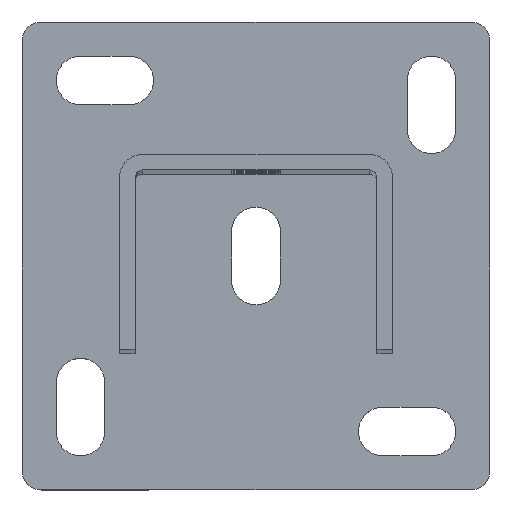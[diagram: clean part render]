
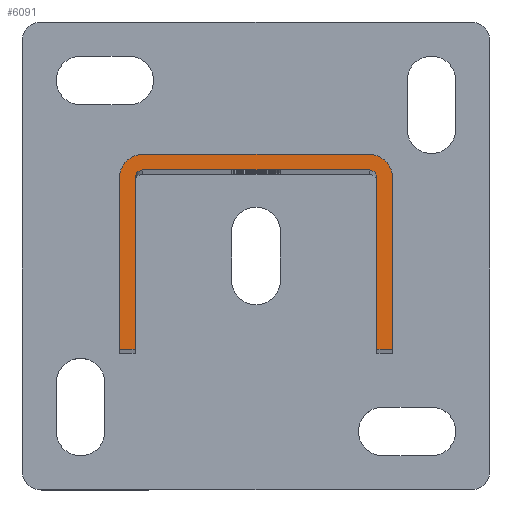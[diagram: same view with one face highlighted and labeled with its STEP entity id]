
A CAD part, top view. The second image highlights one B-rep face of the part: STEP entity #6091.
In plain terms, the highlighted planar face has unit normal (0, 0, 1).
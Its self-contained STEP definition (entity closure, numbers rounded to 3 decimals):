
#82 = VECTOR ( 'NONE', #6489, 1000. ) ;
#92 = CARTESIAN_POINT ( 'NONE',  ( 29., 19., 608. ) ) ;
#253 = EDGE_CURVE ( 'NONE', #1866, #2249, #3082, .T. ) ;
#299 = FACE_OUTER_BOUND ( 'NONE', #7324, .T. ) ;
#481 = LINE ( 'NONE', #3607, #6912 ) ;
#493 = CARTESIAN_POINT ( 'NONE',  ( -29., 21., 608. ) ) ;
#524 = DIRECTION ( 'NONE',  ( 0., 0., -1. ) ) ;
#540 = DIRECTION ( 'NONE',  ( 0., 1., 0. ) ) ;
#599 = ORIENTED_EDGE ( 'NONE', *, *, #2043, .F. ) ;
#660 = CARTESIAN_POINT ( 'NONE',  ( -35., -25., 608. ) ) ;
#675 = CARTESIAN_POINT ( 'NONE',  ( 35., -25., 608. ) ) ;
#686 = DIRECTION ( 'NONE',  ( 0., 1., 0. ) ) ;
#987 = DIRECTION ( 'NONE',  ( 0., -1., 0. ) ) ;
#1061 = ORIENTED_EDGE ( 'NONE', *, *, #4445, .T. ) ;
#1077 = ORIENTED_EDGE ( 'NONE', *, *, #2180, .F. ) ;
#1134 = VECTOR ( 'NONE', #540, 1000. ) ;
#1152 = CARTESIAN_POINT ( 'NONE',  ( 29., 21., 608. ) ) ;
#1403 = ORIENTED_EDGE ( 'NONE', *, *, #7211, .F. ) ;
#1733 = VECTOR ( 'NONE', #4980, 1000. ) ;
#1739 = ORIENTED_EDGE ( 'NONE', *, *, #5762, .F. ) ;
#1758 = DIRECTION ( 'NONE',  ( 0., 0., -1. ) ) ;
#1829 = VERTEX_POINT ( 'NONE', #7173 ) ;
#1865 = VERTEX_POINT ( 'NONE', #5908 ) ;
#1866 = VERTEX_POINT ( 'NONE', #493 ) ;
#2018 = DIRECTION ( 'NONE',  ( -1., 0., 0. ) ) ;
#2043 = EDGE_CURVE ( 'NONE', #5613, #1865, #3695, .T. ) ;
#2180 = EDGE_CURVE ( 'NONE', #5244, #5613, #4396, .T. ) ;
#2249 = VERTEX_POINT ( 'NONE', #1152 ) ;
#2484 = DIRECTION ( 'NONE',  ( 1., 0., 0. ) ) ;
#2570 = EDGE_CURVE ( 'NONE', #6820, #1829, #5310, .T. ) ;
#2711 = CIRCLE ( 'NONE', #3739, 6. ) ;
#2756 = CIRCLE ( 'NONE', #5659, 2. ) ;
#2758 = VECTOR ( 'NONE', #6704, 1000. ) ;
#2845 = CARTESIAN_POINT ( 'NONE',  ( 29., 19., 608. ) ) ;
#2887 = AXIS2_PLACEMENT_3D ( 'NONE', #92, #7284, #7172 ) ;
#2894 = ORIENTED_EDGE ( 'NONE', *, *, #5999, .F. ) ;
#3048 = CARTESIAN_POINT ( 'NONE',  ( -29., 21., 608. ) ) ;
#3082 = LINE ( 'NONE', #3048, #2758 ) ;
#3182 = CARTESIAN_POINT ( 'NONE',  ( 31., 19., 608. ) ) ;
#3246 = EDGE_CURVE ( 'NONE', #6729, #1866, #2756, .T. ) ;
#3282 = EDGE_CURVE ( 'NONE', #2249, #6820, #3654, .T. ) ;
#3452 = CARTESIAN_POINT ( 'NONE',  ( 35., -25., 608. ) ) ;
#3506 = AXIS2_PLACEMENT_3D ( 'NONE', #2845, #5269, #7680 ) ;
#3607 = CARTESIAN_POINT ( 'NONE',  ( -29., 25., 608. ) ) ;
#3654 = CIRCLE ( 'NONE', #2887, 2. ) ;
#3695 = LINE ( 'NONE', #6100, #4833 ) ;
#3739 = AXIS2_PLACEMENT_3D ( 'NONE', #5938, #524, #5348 ) ;
#3747 = CARTESIAN_POINT ( 'NONE',  ( -31., 19., 608. ) ) ;
#3762 = VERTEX_POINT ( 'NONE', #675 ) ;
#4066 = VERTEX_POINT ( 'NONE', #6670 ) ;
#4085 = CARTESIAN_POINT ( 'NONE',  ( 31., 19., 608. ) ) ;
#4119 = ORIENTED_EDGE ( 'NONE', *, *, #2570, .T. ) ;
#4298 = VECTOR ( 'NONE', #987, 1000. ) ;
#4396 = LINE ( 'NONE', #7432, #5283 ) ;
#4445 = EDGE_CURVE ( 'NONE', #5244, #6729, #7582, .T. ) ;
#4537 = DIRECTION ( 'NONE',  ( 0., 0., -1. ) ) ;
#4730 = LINE ( 'NONE', #3452, #82 ) ;
#4833 = VECTOR ( 'NONE', #686, 1000. ) ;
#4898 = CARTESIAN_POINT ( 'NONE',  ( 29., 25., 608. ) ) ;
#4944 = LINE ( 'NONE', #7350, #1733 ) ;
#4980 = DIRECTION ( 'NONE',  ( 0., -1., 0. ) ) ;
#5027 = CIRCLE ( 'NONE', #3506, 6. ) ;
#5058 = CARTESIAN_POINT ( 'NONE',  ( -31., -25., 608. ) ) ;
#5122 = PLANE ( 'NONE',  #5634 ) ;
#5244 = VERTEX_POINT ( 'NONE', #5058 ) ;
#5269 = DIRECTION ( 'NONE',  ( 0., 0., -1. ) ) ;
#5283 = VECTOR ( 'NONE', #2018, 1000. ) ;
#5310 = LINE ( 'NONE', #4085, #4298 ) ;
#5348 = DIRECTION ( 'NONE',  ( -1., 0., 0. ) ) ;
#5396 = CARTESIAN_POINT ( 'NONE',  ( -29., 19., 608. ) ) ;
#5444 = ORIENTED_EDGE ( 'NONE', *, *, #3282, .T. ) ;
#5577 = ORIENTED_EDGE ( 'NONE', *, *, #7013, .F. ) ;
#5613 = VERTEX_POINT ( 'NONE', #660 ) ;
#5634 = AXIS2_PLACEMENT_3D ( 'NONE', #7532, #4537, #6946 ) ;
#5659 = AXIS2_PLACEMENT_3D ( 'NONE', #5396, #1758, #2484 ) ;
#5762 = EDGE_CURVE ( 'NONE', #3762, #1829, #4730, .T. ) ;
#5881 = VERTEX_POINT ( 'NONE', #7046 ) ;
#5908 = CARTESIAN_POINT ( 'NONE',  ( -35., 19., 608. ) ) ;
#5938 = CARTESIAN_POINT ( 'NONE',  ( -29., 19., 608. ) ) ;
#5957 = CARTESIAN_POINT ( 'NONE',  ( -31., -25., 608. ) ) ;
#5999 = EDGE_CURVE ( 'NONE', #1865, #5881, #2711, .T. ) ;
#6008 = DIRECTION ( 'NONE',  ( 1., 0., 0. ) ) ;
#6017 = ORIENTED_EDGE ( 'NONE', *, *, #253, .T. ) ;
#6091 = ADVANCED_FACE ( 'NONE', ( #299 ), #5122, .F. ) ;
#6100 = CARTESIAN_POINT ( 'NONE',  ( -35., -25., 608. ) ) ;
#6489 = DIRECTION ( 'NONE',  ( -1., 0., 0. ) ) ;
#6670 = CARTESIAN_POINT ( 'NONE',  ( 35., 19., 608. ) ) ;
#6704 = DIRECTION ( 'NONE',  ( 1., 0., 0. ) ) ;
#6729 = VERTEX_POINT ( 'NONE', #3747 ) ;
#6745 = EDGE_CURVE ( 'NONE', #4066, #3762, #4944, .T. ) ;
#6765 = VERTEX_POINT ( 'NONE', #4898 ) ;
#6820 = VERTEX_POINT ( 'NONE', #3182 ) ;
#6912 = VECTOR ( 'NONE', #6008, 1000. ) ;
#6946 = DIRECTION ( 'NONE',  ( -1., 0., 0. ) ) ;
#7013 = EDGE_CURVE ( 'NONE', #6765, #4066, #5027, .T. ) ;
#7046 = CARTESIAN_POINT ( 'NONE',  ( -29., 25., 608. ) ) ;
#7144 = ORIENTED_EDGE ( 'NONE', *, *, #6745, .F. ) ;
#7172 = DIRECTION ( 'NONE',  ( 1., 0., 0. ) ) ;
#7173 = CARTESIAN_POINT ( 'NONE',  ( 31., -25., 608. ) ) ;
#7202 = ORIENTED_EDGE ( 'NONE', *, *, #3246, .T. ) ;
#7211 = EDGE_CURVE ( 'NONE', #5881, #6765, #481, .T. ) ;
#7284 = DIRECTION ( 'NONE',  ( 0., 0., -1. ) ) ;
#7324 = EDGE_LOOP ( 'NONE', ( #4119, #1739, #7144, #5577, #1403, #2894, #599, #1077, #1061, #7202, #6017, #5444 ) ) ;
#7350 = CARTESIAN_POINT ( 'NONE',  ( 35., 19., 608. ) ) ;
#7432 = CARTESIAN_POINT ( 'NONE',  ( -31., -25., 608. ) ) ;
#7532 = CARTESIAN_POINT ( 'NONE',  ( 29., 19., 608. ) ) ;
#7582 = LINE ( 'NONE', #5957, #1134 ) ;
#7680 = DIRECTION ( 'NONE',  ( -1., 0., 0. ) ) ;
